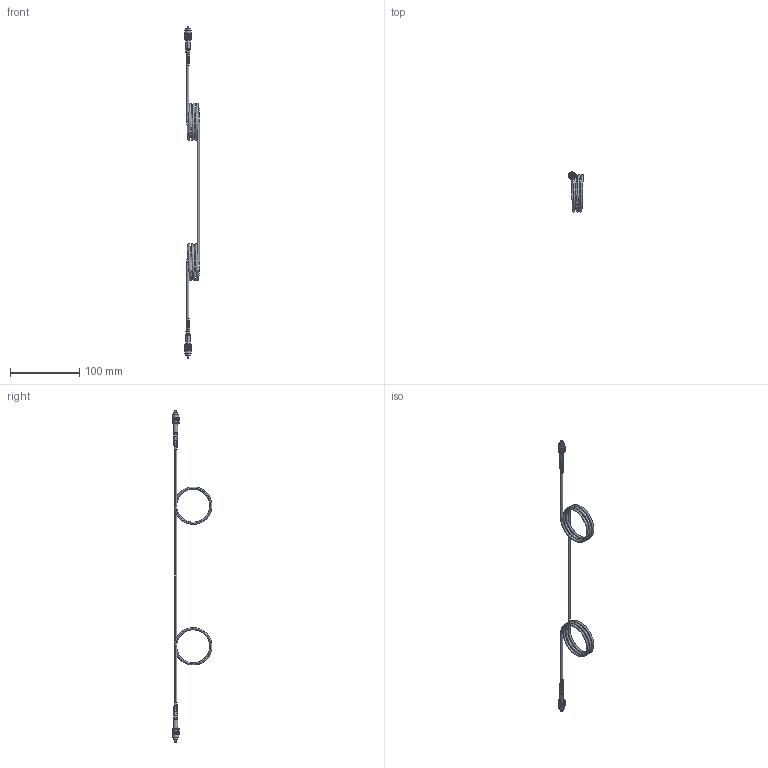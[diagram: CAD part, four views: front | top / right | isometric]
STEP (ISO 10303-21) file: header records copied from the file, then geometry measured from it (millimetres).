
FILE_DESCRIPTION (( 'STEP AP203' ), '1' );
FILE_NAME ('22388-E0W.STEP', '2016-05-10T16:19:53', ( 'admin' ), ( '' ), 'SwSTEP 2.0', 'SolidWorks 2014', '' );
FILE_SCHEMA (( 'CONFIG_CONTROL_DESIGN' ));
Length unit declared in the file: inch
Products named in the file (1): 22388-E0W
Bounding box: 21.74 x 57.3 x 479.54 mm (x, y, z)
Volume: 11233.8 mm3; surface area: 18820.2 mm2
Topology: 9 solids, 9 shells, 754 faces, 2154 edges, 1412 vertices
Faces by surface type: plane 462, cylinder 228, cone 60, bspline 4
Entity records: 28401 total; most frequent: CARTESIAN_POINT 9085, ORIENTED_EDGE 4308, DIRECTION 3752, EDGE_CURVE 2154, AXIS2_PLACEMENT_3D 1503, VERTEX_POINT 1412, EDGE_LOOP 844, FACE_OUTER_BOUND 754
